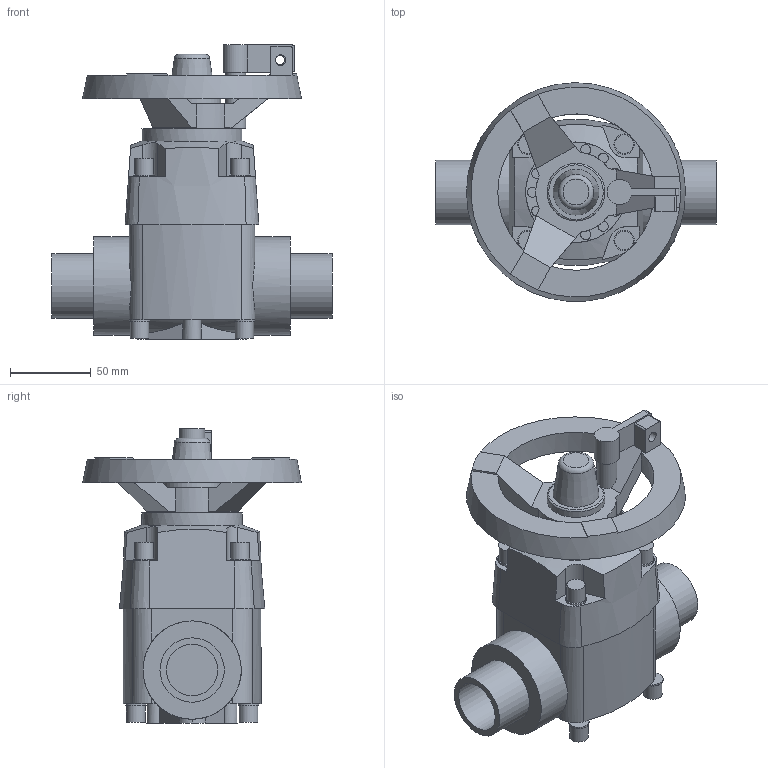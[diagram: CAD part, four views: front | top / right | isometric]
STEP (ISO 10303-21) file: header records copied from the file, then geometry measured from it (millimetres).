
FILE_DESCRIPTION((''),'2;1');
FILE_NAME('PV20001B050.stp','2022-02-17T13:57:16',('RL'),(''),'Autodesk Inventor 2012','Autodesk Inventor 2012','');
FILE_SCHEMA(('AUTOMOTIVE_DESIGN { 1 0 10303 214 1 1 1 1 }'));
Length unit declared in the file: millimetre
Products named in the file (1): PV20001B050
Bounding box: 174 x 135.81 x 182.83 mm (x, y, z)
Volume: 1008151.7 mm3; surface area: 119198.1 mm2
Topology: 1 solids, 2 shells, 213 faces, 524 edges, 334 vertices
Faces by surface type: plane 132, cylinder 69, cone 10, torus 2
Full cylindrical faces by diameter (mm): 5.667 x1, 6.24 x14, 6.476 x1, 6.75 x2, 11.556 x8, 12.48 x1, 12.711 x8, 32 x2, 35.88 x1, 40 x2, 61.05 x2, 62.4 x1, 97.143 x1, 106.857 x1, 126.286 x1
Entity records: 6252 total; most frequent: CARTESIAN_POINT 1179, DIRECTION 1072, ORIENTED_EDGE 894, EDGE_CURVE 447, AXIS2_PLACEMENT_3D 446, VERTEX_POINT 309, EDGE_LOOP 292, CIRCLE 224
